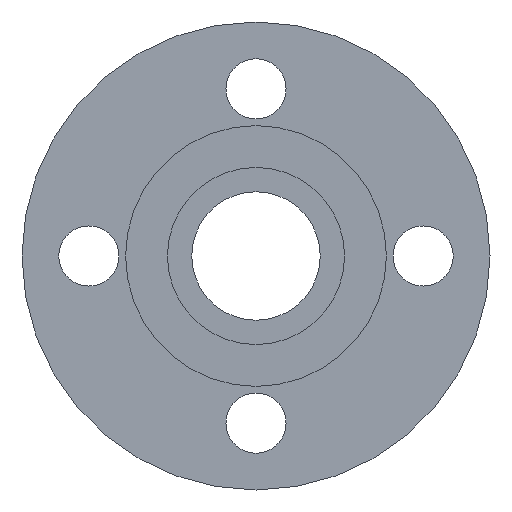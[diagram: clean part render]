
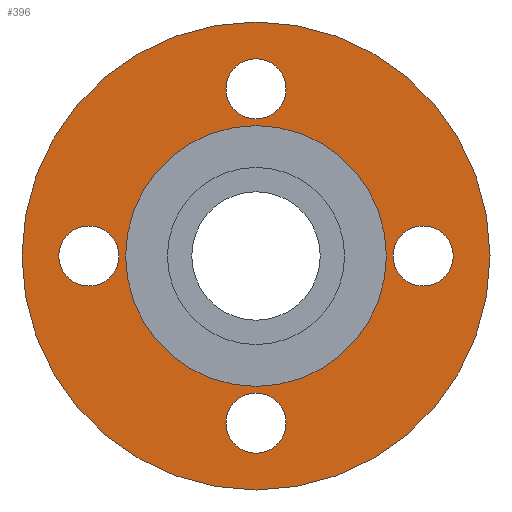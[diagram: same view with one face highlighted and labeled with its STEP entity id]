
A CAD part, front view. The second image highlights one B-rep face of the part: STEP entity #396.
In plain terms, the highlighted planar face has unit normal (0, -1, 0).
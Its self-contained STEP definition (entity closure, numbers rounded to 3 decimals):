
#2 = CIRCLE ( 'NONE', #655, 9. ) ;
#7 = EDGE_LOOP ( 'NONE', ( #794, #823 ) ) ;
#20 = FACE_BOUND ( 'NONE', #7, .T. ) ;
#28 = EDGE_CURVE ( 'NONE', #498, #521, #410, .T. ) ;
#31 = AXIS2_PLACEMENT_3D ( 'NONE', #869, #50, #95 ) ;
#50 = DIRECTION ( 'NONE',  ( 0., -1., 0. ) ) ;
#56 = EDGE_CURVE ( 'NONE', #521, #498, #385, .T. ) ;
#58 = DIRECTION ( 'NONE',  ( 0., 0., -1. ) ) ;
#61 = AXIS2_PLACEMENT_3D ( 'NONE', #464, #120, #747 ) ;
#74 = ORIENTED_EDGE ( 'NONE', *, *, #539, .F. ) ;
#81 = ORIENTED_EDGE ( 'NONE', *, *, #500, .F. ) ;
#89 = CARTESIAN_POINT ( 'NONE',  ( 0., 2., 39. ) ) ;
#93 = EDGE_CURVE ( 'NONE', #875, #566, #342, .T. ) ;
#95 = DIRECTION ( 'NONE',  ( 0., 0., -1. ) ) ;
#98 = ORIENTED_EDGE ( 'NONE', *, *, #251, .F. ) ;
#99 = AXIS2_PLACEMENT_3D ( 'NONE', #199, #613, #820 ) ;
#104 = ORIENTED_EDGE ( 'NONE', *, *, #56, .T. ) ;
#107 = DIRECTION ( 'NONE',  ( 0., 0., -1. ) ) ;
#114 = CIRCLE ( 'NONE', #272, 9. ) ;
#117 = CARTESIAN_POINT ( 'NONE',  ( 0., 2., 70. ) ) ;
#120 = DIRECTION ( 'NONE',  ( 0., -1., 0. ) ) ;
#123 = ORIENTED_EDGE ( 'NONE', *, *, #350, .F. ) ;
#148 = VERTEX_POINT ( 'NONE', #117 ) ;
#151 = FACE_BOUND ( 'NONE', #775, .T. ) ;
#156 = AXIS2_PLACEMENT_3D ( 'NONE', #599, #738, #483 ) ;
#166 = DIRECTION ( 'NONE',  ( 0., 1., 0. ) ) ;
#167 = CIRCLE ( 'NONE', #156, 70. ) ;
#199 = CARTESIAN_POINT ( 'NONE',  ( 0., 2., 0. ) ) ;
#204 = CARTESIAN_POINT ( 'NONE',  ( -50., 2., 0. ) ) ;
#208 = EDGE_CURVE ( 'NONE', #669, #224, #700, .T. ) ;
#211 = EDGE_CURVE ( 'NONE', #148, #451, #167, .T. ) ;
#213 = DIRECTION ( 'NONE',  ( 0., 0., -1. ) ) ;
#224 = VERTEX_POINT ( 'NONE', #401 ) ;
#229 = CARTESIAN_POINT ( 'NONE',  ( 0., 2., 41. ) ) ;
#249 = ORIENTED_EDGE ( 'NONE', *, *, #28, .T. ) ;
#250 = AXIS2_PLACEMENT_3D ( 'NONE', #559, #495, #769 ) ;
#251 = EDGE_CURVE ( 'NONE', #224, #669, #328, .T. ) ;
#267 = EDGE_CURVE ( 'NONE', #451, #148, #390, .T. ) ;
#272 = AXIS2_PLACEMENT_3D ( 'NONE', #606, #873, #750 ) ;
#276 = EDGE_CURVE ( 'NONE', #566, #875, #2, .T. ) ;
#281 = EDGE_LOOP ( 'NONE', ( #695, #409 ) ) ;
#289 = AXIS2_PLACEMENT_3D ( 'NONE', #89, #835, #694 ) ;
#294 = FACE_BOUND ( 'NONE', #489, .T. ) ;
#297 = AXIS2_PLACEMENT_3D ( 'NONE', #852, #465, #107 ) ;
#305 = CARTESIAN_POINT ( 'NONE',  ( -50., 2., 9. ) ) ;
#322 = CARTESIAN_POINT ( 'NONE',  ( 50., 2., 0. ) ) ;
#326 = DIRECTION ( 'NONE',  ( 0., 0., -1. ) ) ;
#328 = CIRCLE ( 'NONE', #463, 9. ) ;
#332 = EDGE_LOOP ( 'NONE', ( #74, #123 ) ) ;
#339 = CARTESIAN_POINT ( 'NONE',  ( 50., 2., -9. ) ) ;
#342 = CIRCLE ( 'NONE', #297, 9. ) ;
#350 = EDGE_CURVE ( 'NONE', #424, #636, #114, .T. ) ;
#360 = PLANE ( 'NONE',  #289 ) ;
#368 = CARTESIAN_POINT ( 'NONE',  ( 0., 2., -70. ) ) ;
#385 = CIRCLE ( 'NONE', #496, 39. ) ;
#390 = CIRCLE ( 'NONE', #99, 70. ) ;
#396 = ADVANCED_FACE ( 'NONE', ( #151, #294, #20, #436, #706, #560 ), #360, .T. ) ;
#401 = CARTESIAN_POINT ( 'NONE',  ( 50., 2., 9. ) ) ;
#409 = ORIENTED_EDGE ( 'NONE', *, *, #267, .F. ) ;
#410 = CIRCLE ( 'NONE', #250, 39. ) ;
#424 = VERTEX_POINT ( 'NONE', #625 ) ;
#436 = FACE_BOUND ( 'NONE', #332, .T. ) ;
#438 = CARTESIAN_POINT ( 'NONE',  ( 0., 2., 39. ) ) ;
#440 = CARTESIAN_POINT ( 'NONE',  ( -50., 2., -9. ) ) ;
#445 = AXIS2_PLACEMENT_3D ( 'NONE', #847, #829, #213 ) ;
#451 = VERTEX_POINT ( 'NONE', #368 ) ;
#454 = DIRECTION ( 'NONE',  ( 0., -1., 0. ) ) ;
#463 = AXIS2_PLACEMENT_3D ( 'NONE', #542, #668, #58 ) ;
#464 = CARTESIAN_POINT ( 'NONE',  ( 0., 2., 50. ) ) ;
#465 = DIRECTION ( 'NONE',  ( 0., -1., 0. ) ) ;
#476 = VERTEX_POINT ( 'NONE', #229 ) ;
#483 = DIRECTION ( 'NONE',  ( 0., 0., 1. ) ) ;
#489 = EDGE_LOOP ( 'NONE', ( #733, #81 ) ) ;
#495 = DIRECTION ( 'NONE',  ( 0., 1., 0. ) ) ;
#496 = AXIS2_PLACEMENT_3D ( 'NONE', #571, #166, #520 ) ;
#498 = VERTEX_POINT ( 'NONE', #772 ) ;
#499 = CIRCLE ( 'NONE', #31, 9. ) ;
#500 = EDGE_CURVE ( 'NONE', #552, #476, #818, .T. ) ;
#508 = CARTESIAN_POINT ( 'NONE',  ( 0., 2., -59. ) ) ;
#520 = DIRECTION ( 'NONE',  ( 0., 0., 1. ) ) ;
#521 = VERTEX_POINT ( 'NONE', #438 ) ;
#534 = DIRECTION ( 'NONE',  ( 0., -1., 0. ) ) ;
#539 = EDGE_CURVE ( 'NONE', #636, #424, #499, .T. ) ;
#542 = CARTESIAN_POINT ( 'NONE',  ( 50., 2., 0. ) ) ;
#552 = VERTEX_POINT ( 'NONE', #712 ) ;
#553 = AXIS2_PLACEMENT_3D ( 'NONE', #322, #454, #725 ) ;
#559 = CARTESIAN_POINT ( 'NONE',  ( 0., 2., 0. ) ) ;
#560 = FACE_OUTER_BOUND ( 'NONE', #281, .T. ) ;
#566 = VERTEX_POINT ( 'NONE', #305 ) ;
#571 = CARTESIAN_POINT ( 'NONE',  ( 0., 2., 0. ) ) ;
#599 = CARTESIAN_POINT ( 'NONE',  ( 0., 2., 0. ) ) ;
#606 = CARTESIAN_POINT ( 'NONE',  ( 0., 2., -50. ) ) ;
#613 = DIRECTION ( 'NONE',  ( 0., 1., 0. ) ) ;
#625 = CARTESIAN_POINT ( 'NONE',  ( 0., 2., -41. ) ) ;
#636 = VERTEX_POINT ( 'NONE', #508 ) ;
#655 = AXIS2_PLACEMENT_3D ( 'NONE', #204, #534, #326 ) ;
#668 = DIRECTION ( 'NONE',  ( 0., -1., 0. ) ) ;
#669 = VERTEX_POINT ( 'NONE', #339 ) ;
#694 = DIRECTION ( 'NONE',  ( 0., 0., -1. ) ) ;
#695 = ORIENTED_EDGE ( 'NONE', *, *, #211, .F. ) ;
#700 = CIRCLE ( 'NONE', #553, 9. ) ;
#706 = FACE_BOUND ( 'NONE', #866, .T. ) ;
#712 = CARTESIAN_POINT ( 'NONE',  ( 0., 2., 59. ) ) ;
#725 = DIRECTION ( 'NONE',  ( 0., 0., -1. ) ) ;
#733 = ORIENTED_EDGE ( 'NONE', *, *, #755, .F. ) ;
#738 = DIRECTION ( 'NONE',  ( 0., 1., 0. ) ) ;
#747 = DIRECTION ( 'NONE',  ( 0., 0., -1. ) ) ;
#750 = DIRECTION ( 'NONE',  ( 0., 0., -1. ) ) ;
#755 = EDGE_CURVE ( 'NONE', #476, #552, #834, .T. ) ;
#769 = DIRECTION ( 'NONE',  ( 0., 0., 1. ) ) ;
#772 = CARTESIAN_POINT ( 'NONE',  ( 0., 2., -39. ) ) ;
#775 = EDGE_LOOP ( 'NONE', ( #779, #98 ) ) ;
#779 = ORIENTED_EDGE ( 'NONE', *, *, #208, .F. ) ;
#794 = ORIENTED_EDGE ( 'NONE', *, *, #93, .F. ) ;
#818 = CIRCLE ( 'NONE', #445, 9. ) ;
#820 = DIRECTION ( 'NONE',  ( 0., 0., 1. ) ) ;
#823 = ORIENTED_EDGE ( 'NONE', *, *, #276, .F. ) ;
#829 = DIRECTION ( 'NONE',  ( 0., -1., 0. ) ) ;
#834 = CIRCLE ( 'NONE', #61, 9. ) ;
#835 = DIRECTION ( 'NONE',  ( 0., -1., 0. ) ) ;
#847 = CARTESIAN_POINT ( 'NONE',  ( 0., 2., 50. ) ) ;
#852 = CARTESIAN_POINT ( 'NONE',  ( -50., 2., 0. ) ) ;
#866 = EDGE_LOOP ( 'NONE', ( #104, #249 ) ) ;
#869 = CARTESIAN_POINT ( 'NONE',  ( 0., 2., -50. ) ) ;
#873 = DIRECTION ( 'NONE',  ( 0., -1., 0. ) ) ;
#875 = VERTEX_POINT ( 'NONE', #440 ) ;
